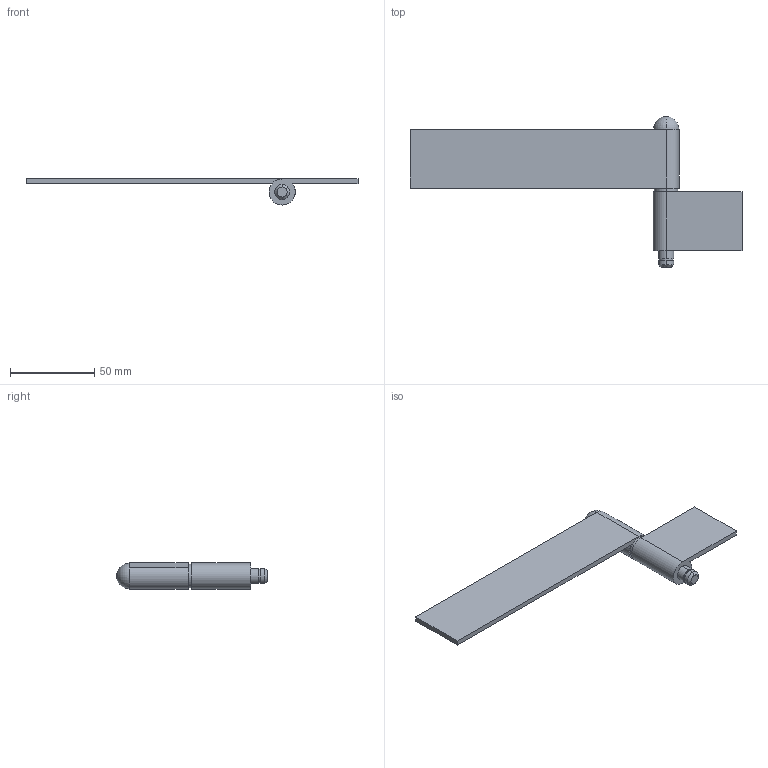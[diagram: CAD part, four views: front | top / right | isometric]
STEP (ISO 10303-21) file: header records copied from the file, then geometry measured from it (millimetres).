
FILE_DESCRIPTION (( 'STEP AP203' ), '1' );
FILE_NAME ('B-1061-3.STEP', '2008-12-08T06:41:13', ( ' ' ), ( ' ' ), 'SwSTEP 2.0', 'SolidWorks 2007', '' );
FILE_SCHEMA (( 'CONFIG_CONTROL_DESIGN' ));
Length unit declared in the file: millimetre
Products named in the file (5): B-1061-3僔儍僼僩_棉太倌; B-1061-3; B-1061-3僸儞僕A_棉太倌; B-1061-3僸儞僕B_棉太倌; B-1061-3儚僢僔儍乕_棉太倌
Assembly tree (4 placements, depth 2):
  B-1061-3
    B-1061-3僸儞僕B_棉太倌
    B-1061-3僸儞僕A_棉太倌
    B-1061-3儚僢僔儍乕_棉太倌
    B-1061-3僔儍僼僩_棉太倌
Bounding box: 197 x 89.5 x 15.5 mm (x, y, z)
Volume: 34792.3 mm3; surface area: 23268.2 mm2
Topology: 4 solids, 4 shells, 41 faces, 86 edges, 56 vertices
Faces by surface type: cylinder 20, plane 17, cone 2, torus 2
Entity records: 1649 total; most frequent: DIRECTION 228, CARTESIAN_POINT 190, ORIENTED_EDGE 172, AXIS2_PLACEMENT_3D 94, EDGE_CURVE 86, VERTEX_POINT 56, EDGE_LOOP 50, CIRCLE 46
